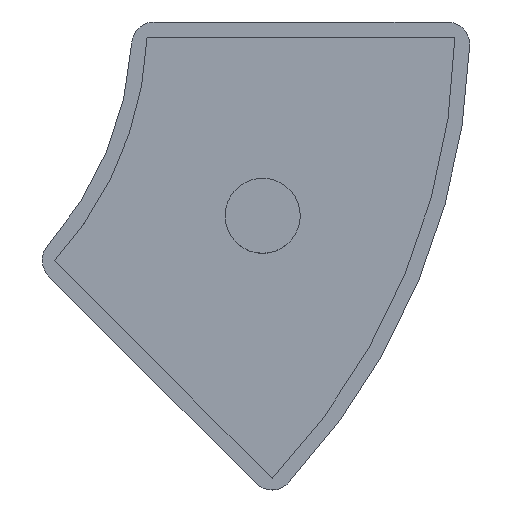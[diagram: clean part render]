
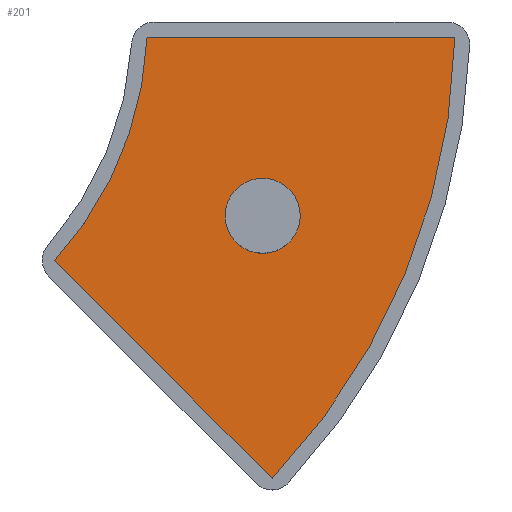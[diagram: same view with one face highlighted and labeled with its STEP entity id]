
A CAD part, top view. The second image highlights one B-rep face of the part: STEP entity #201.
In plain terms, the highlighted planar face has unit normal (0, 0, 1).
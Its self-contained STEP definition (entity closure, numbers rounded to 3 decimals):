
#201=ADVANCED_FACE('',(#227,#228),#229,.T.);
#227=FACE_BOUND('',#280,.T.);
#228=FACE_OUTER_BOUND('',#281,.T.);
#229=PLANE('',#282);
#280=EDGE_LOOP('',(#333));
#281=EDGE_LOOP('',(#334,#335,#336,#337));
#282=AXIS2_PLACEMENT_3D('',#338,#339,#340);
#333=ORIENTED_EDGE('',*,*,#508,.F.);
#334=ORIENTED_EDGE('',*,*,#509,.T.);
#335=ORIENTED_EDGE('',*,*,#510,.T.);
#336=ORIENTED_EDGE('',*,*,#511,.T.);
#337=ORIENTED_EDGE('',*,*,#512,.T.);
#338=CARTESIAN_POINT('',(-62.362,25.831,2.0));
#339=DIRECTION('',(0.0,0.0,1.0));
#340=DIRECTION('',(1.0,0.0,0.0));
#508=EDGE_CURVE('',#558,#558,#559,.T.);
#509=EDGE_CURVE('',#560,#561,#562,.T.);
#510=EDGE_CURVE('',#561,#563,#564,.T.);
#511=EDGE_CURVE('',#563,#565,#566,.T.);
#512=EDGE_CURVE('',#565,#560,#567,.T.);
#558=VERTEX_POINT('',#638);
#559=CIRCLE('',#639,5.0);
#560=VERTEX_POINT('',#640);
#561=VERTEX_POINT('',#641);
#562=CIRCLE('',#642,88.0);
#563=VERTEX_POINT('',#643);
#564=LINE('',#644,#645);
#565=VERTEX_POINT('',#646);
#566=CIRCLE('',#647,47.0);
#567=LINE('',#648,#649);
#638=CARTESIAN_POINT('',(5.0,0.0,2.0));
#639=AXIS2_PLACEMENT_3D('',#740,#741,#742);
#640=CARTESIAN_POINT('',(1.262,-34.964,2.0));
#641=CARTESIAN_POINT('',(25.615,23.831,2.0));
#642=AXIS2_PLACEMENT_3D('',#743,#744,#745);
#643=CARTESIAN_POINT('',(-15.404,23.831,2.0));
#644=CARTESIAN_POINT('',(-15.404,23.831,2.0));
#645=VECTOR('',#746,1.0);
#646=CARTESIAN_POINT('',(-27.744,-5.959,2.0));
#647=AXIS2_PLACEMENT_3D('',#747,#748,#749);
#648=CARTESIAN_POINT('',(-29.128,-4.574,2.0));
#649=VECTOR('',#750,1.0);
#740=CARTESIAN_POINT('',(0.0,0.0,2.0));
#741=DIRECTION('',(0.0,0.0,1.0));
#742=DIRECTION('',(1.0,0.0,0.0));
#743=CARTESIAN_POINT('',(-62.362,25.831,2.0));
#744=DIRECTION('',(0.0,0.0,1.0));
#745=DIRECTION('',(1.0,0.0,0.0));
#746=DIRECTION('',(-1.0,0.0,0.0));
#747=CARTESIAN_POINT('',(-62.362,25.831,2.0));
#748=DIRECTION('',(0.0,0.0,-1.0));
#749=DIRECTION('',(1.0,0.0,0.0));
#750=DIRECTION('',(0.707,-0.707,0.0));
